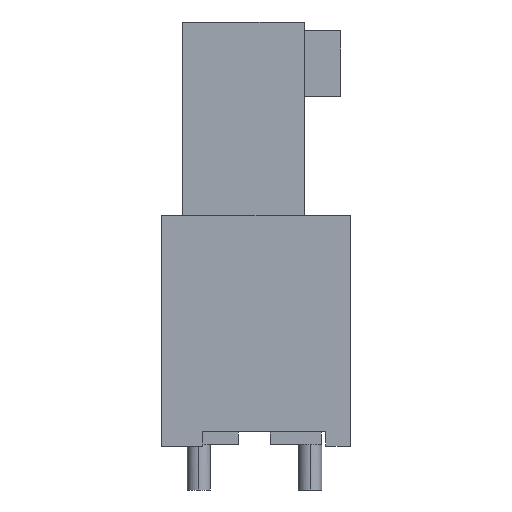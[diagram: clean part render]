
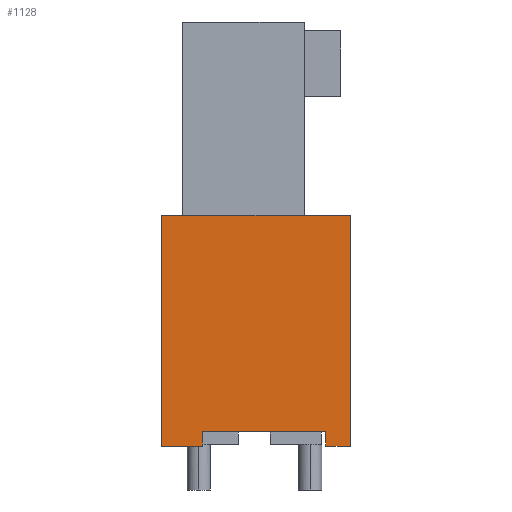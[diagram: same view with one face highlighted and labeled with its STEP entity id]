
A CAD part, left-side view. The second image highlights one B-rep face of the part: STEP entity #1128.
In plain terms, the highlighted planar face has unit normal (-1, 0, 0).
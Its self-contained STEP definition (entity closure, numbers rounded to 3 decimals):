
#1076=AXIS2_PLACEMENT_3D('Plane Axis2P3D',#1073,#1074,#1075) ;
#188=CARTESIAN_POINT('Vertex',(0.,6.45,9.4)) ;
#191=CARTESIAN_POINT('Line Origine',(0.,3.225,9.4)) ;
#195=CARTESIAN_POINT('Vertex',(0.,0.,9.4)) ;
#1057=CARTESIAN_POINT('Vertex',(0.,6.45,1.5)) ;
#1060=CARTESIAN_POINT('Line Origine',(0.,6.45,5.45)) ;
#1073=CARTESIAN_POINT('Axis2P3D Location',(0.,6.45,0.)) ;
#1078=CARTESIAN_POINT('Line Origine',(0.,0.,5.45)) ;
#1082=CARTESIAN_POINT('Vertex',(0.,0.,1.5)) ;
#1085=CARTESIAN_POINT('Line Origine',(0.,5.754,1.5)) ;
#1089=CARTESIAN_POINT('Vertex',(0.,5.057,1.5)) ;
#1092=CARTESIAN_POINT('Line Origine',(0.,5.057,1.75)) ;
#1096=CARTESIAN_POINT('Vertex',(0.,5.057,2.)) ;
#1099=CARTESIAN_POINT('Line Origine',(0.,2.949,2.)) ;
#1103=CARTESIAN_POINT('Vertex',(0.,0.84,2.)) ;
#1106=CARTESIAN_POINT('Line Origine',(0.,0.84,1.75)) ;
#1110=CARTESIAN_POINT('Vertex',(0.,0.84,1.5)) ;
#1113=CARTESIAN_POINT('Line Origine',(0.,0.42,1.5)) ;
#192=DIRECTION('Vector Direction',(0.,1.,0.)) ;
#1061=DIRECTION('Vector Direction',(0.,0.,1.)) ;
#1074=DIRECTION('Axis2P3D Direction',(-1.,0.,0.)) ;
#1075=DIRECTION('Axis2P3D XDirection',(0.,-1.,0.)) ;
#1079=DIRECTION('Vector Direction',(0.,0.,1.)) ;
#1086=DIRECTION('Vector Direction',(0.,-1.,0.)) ;
#1093=DIRECTION('Vector Direction',(0.,0.,1.)) ;
#1100=DIRECTION('Vector Direction',(0.,-1.,0.)) ;
#1107=DIRECTION('Vector Direction',(0.,0.,1.)) ;
#1114=DIRECTION('Vector Direction',(0.,-1.,0.)) ;
#193=VECTOR('Line Direction',#192,1.) ;
#1062=VECTOR('Line Direction',#1061,1.) ;
#1080=VECTOR('Line Direction',#1079,1.) ;
#1087=VECTOR('Line Direction',#1086,1.) ;
#1094=VECTOR('Line Direction',#1093,1.) ;
#1101=VECTOR('Line Direction',#1100,1.) ;
#1108=VECTOR('Line Direction',#1107,1.) ;
#1115=VECTOR('Line Direction',#1114,1.) ;
#1119=ORIENTED_EDGE('',*,*,#1084,.T.) ;
#1120=ORIENTED_EDGE('',*,*,#197,.T.) ;
#1121=ORIENTED_EDGE('',*,*,#1064,.T.) ;
#1122=ORIENTED_EDGE('',*,*,#1091,.T.) ;
#1123=ORIENTED_EDGE('',*,*,#1098,.T.) ;
#1124=ORIENTED_EDGE('',*,*,#1105,.T.) ;
#1125=ORIENTED_EDGE('',*,*,#1112,.T.) ;
#1126=ORIENTED_EDGE('',*,*,#1117,.T.) ;
#1128=ADVANCED_FACE('HOUSING',(#1127),#1077,.T.) ;
#197=EDGE_CURVE('',#196,#189,#194,.T.) ;
#1064=EDGE_CURVE('',#189,#1058,#1063,.F.) ;
#1084=EDGE_CURVE('',#1083,#196,#1081,.T.) ;
#1091=EDGE_CURVE('',#1058,#1090,#1088,.T.) ;
#1098=EDGE_CURVE('',#1090,#1097,#1095,.T.) ;
#1105=EDGE_CURVE('',#1097,#1104,#1102,.T.) ;
#1112=EDGE_CURVE('',#1104,#1111,#1109,.F.) ;
#1117=EDGE_CURVE('',#1111,#1083,#1116,.T.) ;
#1118=EDGE_LOOP('',(#1119,#1120,#1121,#1122,#1123,#1124,#1125,#1126)) ;
#1127=FACE_OUTER_BOUND('',#1118,.T.) ;
#194=LINE('Line',#191,#193) ;
#1063=LINE('Line',#1060,#1062) ;
#1081=LINE('Line',#1078,#1080) ;
#1088=LINE('Line',#1085,#1087) ;
#1095=LINE('Line',#1092,#1094) ;
#1102=LINE('Line',#1099,#1101) ;
#1109=LINE('Line',#1106,#1108) ;
#1116=LINE('Line',#1113,#1115) ;
#1077=PLANE('',#1076) ;
#189=VERTEX_POINT('',#188) ;
#196=VERTEX_POINT('',#195) ;
#1058=VERTEX_POINT('',#1057) ;
#1083=VERTEX_POINT('',#1082) ;
#1090=VERTEX_POINT('',#1089) ;
#1097=VERTEX_POINT('',#1096) ;
#1104=VERTEX_POINT('',#1103) ;
#1111=VERTEX_POINT('',#1110) ;
